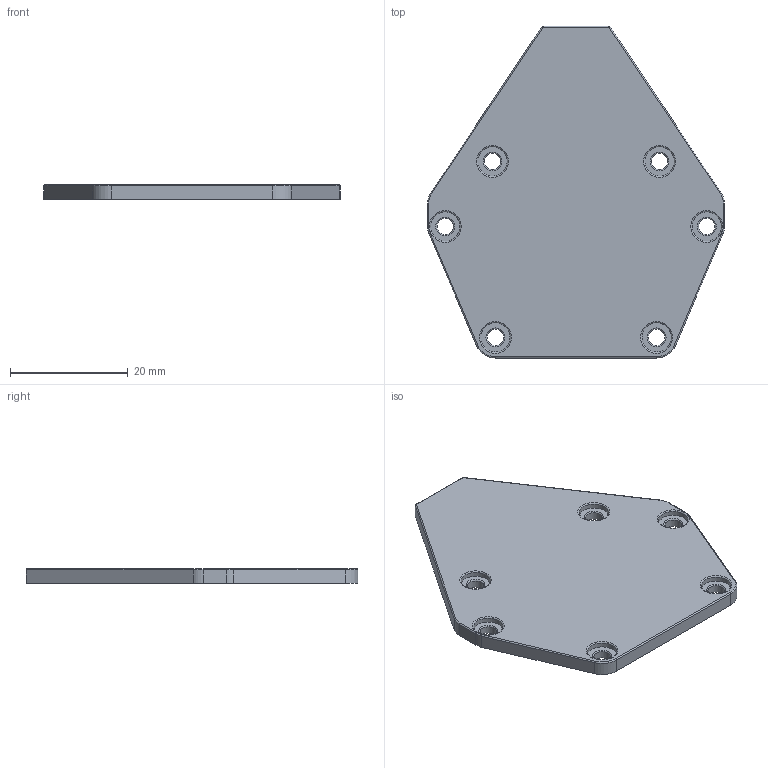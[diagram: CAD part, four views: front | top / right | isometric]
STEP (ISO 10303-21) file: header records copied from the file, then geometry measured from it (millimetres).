
FILE_DESCRIPTION(/* description */ (''),/* implementation_level */ '2;1');
FILE_NAME(/* name */ 'headShellTopPlateShroud.step',/* time_stamp */ '2025-07-02T19:20:41-07:00',/* author */ (''),/* organization */ (''),/* preprocessor_version */ 'ST-DEVELOPER v20.1',/* originating_system */ 'Autodesk Translation Framework v14.10.0.0',/* authorisation */ '');
FILE_SCHEMA (('AUTOMOTIVE_DESIGN { 1 0 10303 214 3 1 1 }'));
Length unit declared in the file: millimetre
Products named in the file (1): 2025-06-29-22-43-13-190
Bounding box: 50.42 x 56.39 x 2.5 mm (x, y, z)
Volume: 4097.9 mm3; surface area: 4785.4 mm2
Topology: 1 solids, 1 shells, 104 faces, 250 edges, 154 vertices
Faces by surface type: cylinder 48, torus 30, plane 24, sphere 2
Full cylindrical faces by diameter (mm): 2.8 x6, 5 x6
Entity records: 3121 total; most frequent: DIRECTION 614, CARTESIAN_POINT 509, ORIENTED_EDGE 500, AXIS2_PLACEMENT_3D 259, EDGE_CURVE 250, CIRCLE 154, VERTEX_POINT 154, EDGE_LOOP 122
